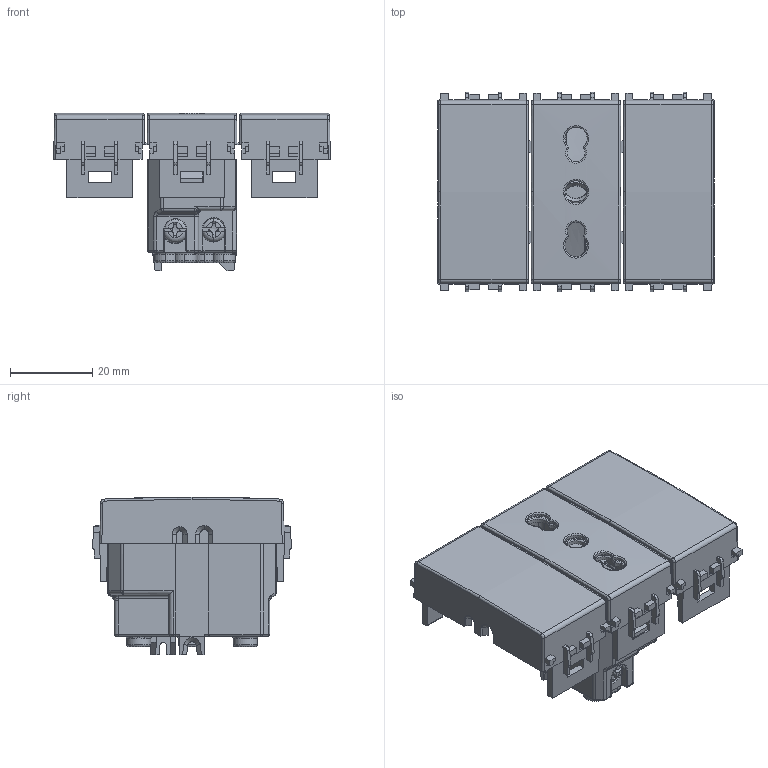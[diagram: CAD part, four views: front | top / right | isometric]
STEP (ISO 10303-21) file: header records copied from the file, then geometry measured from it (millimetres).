
FILE_DESCRIPTION (( 'STEP AP203' ), '1' );
FILE_NAME ('ARKE.STEP', '2024-02-13T18:30:36', ( '' ), ( '' ), 'SwSTEP 2.0', 'SolidWorks 2020', '' );
FILE_SCHEMA (( 'CONFIG_CONTROL_DESIGN' ));
Length unit declared in the file: millimetre
Products named in the file (11): 4BOX-PHASECONTACT_2; 16A-SHUTTER_1_2; 4BOX-Bipasso-ARKE; 4BOX-Socket-Base-LIVING-PLANA; 16A-SHUTTER_BASE-TUTTO^SHUTTER-16A_ASM_2_ASM_2; 4BOX-EARTH_2; 16A-UP_1^SHUTTER-16A_ASM_2_ASM_2; SHUTTER-16A_ASM_2_ASM_2; Base bipasso_1; ARKE; SPRING_21^SHUTTER-16A_ASM_2_ASM_2
Assembly tree (12 placements, depth 4):
  ARKE
    Base bipasso_1
      4BOX-Socket-Base-LIVING-PLANA
      4BOX-PHASECONTACT_2  x2
      4BOX-EARTH_2
      SHUTTER-16A_ASM_2_ASM_2
        16A-UP_1^SHUTTER-16A_ASM_2_ASM_2
        16A-SHUTTER_1_2
        SPRING_21^SHUTTER-16A_ASM_2_ASM_2  x2
        16A-SHUTTER_BASE-TUTTO^SHUTTER-16A_ASM_2_ASM_2
    4BOX-Bipasso-ARKE
Bounding box: 67.2 x 48.45 x 38.3 mm (x, y, z)
Volume: 22589.6 mm3; surface area: 36053.9 mm2
Topology: 10 solids, 10 shells, 2357 faces, 6397 edges, 4059 vertices
Faces by surface type: plane 1182, cylinder 653, bspline 350, torus 84, sphere 55, cone 33
Entity records: 91816 total; most frequent: CARTESIAN_POINT 42134, ORIENTED_EDGE 10996, DIRECTION 8895, EDGE_CURVE 5498, VERTEX_POINT 3502, LINE 3415, VECTOR 3415, AXIS2_PLACEMENT_3D 2740
